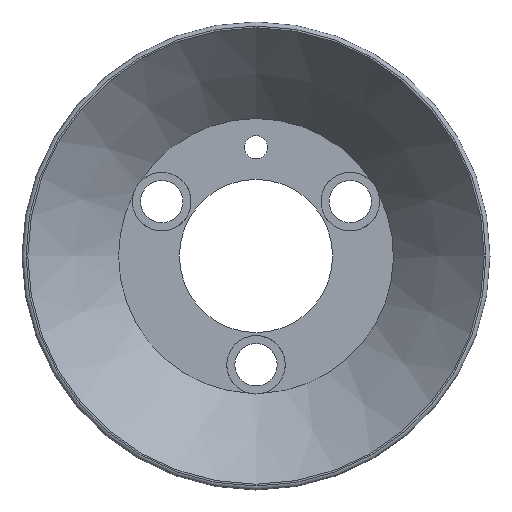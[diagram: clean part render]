
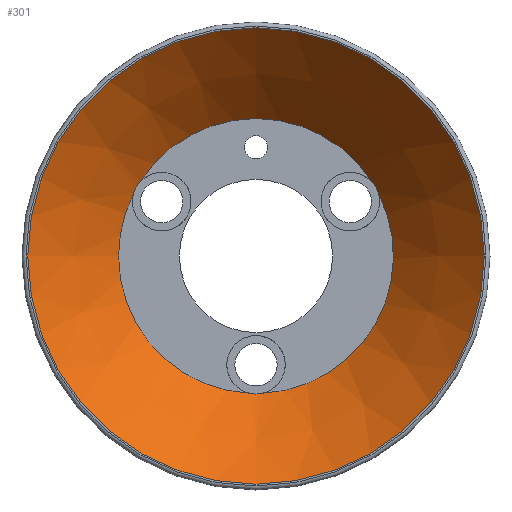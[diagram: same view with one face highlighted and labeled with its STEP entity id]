
A CAD part, front view. The second image highlights one B-rep face of the part: STEP entity #301.
In plain terms, the highlighted conical face has half-angle 42 degrees and reference radius 45.365 mm.
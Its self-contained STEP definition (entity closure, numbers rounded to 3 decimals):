
#16=CONICAL_SURFACE('',#344,45.365,0.733);
#35=B_SPLINE_CURVE_WITH_KNOTS('',3,(#490,#491,#492,#493,#494,#495),
 .UNSPECIFIED.,.F.,.F.,(4,2,4),(1.56,1.714,1.867),
 .UNSPECIFIED.);
#36=B_SPLINE_CURVE_WITH_KNOTS('',3,(#508,#509,#510,#511,#512,#513),
 .UNSPECIFIED.,.F.,.F.,(4,2,4),(1.56,1.714,1.867),
 .UNSPECIFIED.);
#37=B_SPLINE_CURVE_WITH_KNOTS('',3,(#536,#537,#538,#539,#540,#541),
 .UNSPECIFIED.,.F.,.F.,(4,2,4),(1.56,1.714,1.867),
 .UNSPECIFIED.);
#45=FACE_OUTER_BOUND('',#64,.T.);
#64=EDGE_LOOP('',(#230,#231,#232,#233,#234,#235,#236,#237,#238,#239));
#88=LINE('',#530,#98);
#98=VECTOR('',#420,45.365);
#115=CIRCLE('',#345,56.62);
#116=CIRCLE('',#346,34.11);
#117=CIRCLE('',#347,34.11);
#118=CIRCLE('',#348,34.11);
#119=CIRCLE('',#349,34.11);
#136=VERTEX_POINT('',#487);
#137=VERTEX_POINT('',#489);
#141=VERTEX_POINT('',#505);
#142=VERTEX_POINT('',#507);
#146=VERTEX_POINT('',#527);
#147=VERTEX_POINT('',#529);
#148=VERTEX_POINT('',#533);
#149=VERTEX_POINT('',#535);
#166=EDGE_CURVE('',#137,#136,#35,.T.);
#172=EDGE_CURVE('',#142,#141,#36,.T.);
#179=EDGE_CURVE('',#146,#146,#115,.T.);
#180=EDGE_CURVE('',#146,#147,#88,.T.);
#181=EDGE_CURVE('',#142,#147,#116,.T.);
#182=EDGE_CURVE('',#137,#141,#117,.T.);
#183=EDGE_CURVE('',#148,#136,#118,.T.);
#184=EDGE_CURVE('',#148,#149,#37,.T.);
#185=EDGE_CURVE('',#147,#149,#119,.T.);
#230=ORIENTED_EDGE('',*,*,#179,.T.);
#231=ORIENTED_EDGE('',*,*,#180,.T.);
#232=ORIENTED_EDGE('',*,*,#181,.F.);
#233=ORIENTED_EDGE('',*,*,#172,.T.);
#234=ORIENTED_EDGE('',*,*,#182,.F.);
#235=ORIENTED_EDGE('',*,*,#166,.T.);
#236=ORIENTED_EDGE('',*,*,#183,.F.);
#237=ORIENTED_EDGE('',*,*,#184,.T.);
#238=ORIENTED_EDGE('',*,*,#185,.F.);
#239=ORIENTED_EDGE('',*,*,#180,.F.);
#301=ADVANCED_FACE('',(#45),#16,.F.);
#344=AXIS2_PLACEMENT_3D('',#526,#416,#417);
#345=AXIS2_PLACEMENT_3D('',#528,#418,#419);
#346=AXIS2_PLACEMENT_3D('',#531,#421,#422);
#347=AXIS2_PLACEMENT_3D('',#532,#423,#424);
#348=AXIS2_PLACEMENT_3D('',#534,#425,#426);
#349=AXIS2_PLACEMENT_3D('',#542,#427,#428);
#416=DIRECTION('center_axis',(0.,-1.,0.));
#417=DIRECTION('ref_axis',(1.,0.,0.));
#418=DIRECTION('center_axis',(0.,-1.,0.));
#419=DIRECTION('ref_axis',(1.,0.,0.));
#420=DIRECTION('',(0.669,0.743,0.));
#421=DIRECTION('center_axis',(0.,-1.,0.));
#422=DIRECTION('ref_axis',(1.,0.,0.));
#423=DIRECTION('center_axis',(0.,-1.,0.));
#424=DIRECTION('ref_axis',(1.,0.,0.));
#425=DIRECTION('center_axis',(0.,-1.,0.));
#426=DIRECTION('ref_axis',(1.,0.,0.));
#427=DIRECTION('center_axis',(0.,-1.,0.));
#428=DIRECTION('ref_axis',(1.,0.,0.));
#487=CARTESIAN_POINT('',(30.305,0.,15.654));
#489=CARTESIAN_POINT('',(28.709,0.,18.418));
#490=CARTESIAN_POINT('Ctrl Pts',(28.709,0.,
18.418));
#491=CARTESIAN_POINT('Ctrl Pts',(29.078,-0.105,18.019));
#492=CARTESIAN_POINT('Ctrl Pts',(29.405,-0.156,17.569));
#493=CARTESIAN_POINT('Ctrl Pts',(29.917,-0.156,16.681));
#494=CARTESIAN_POINT('Ctrl Pts',(30.144,-0.105,16.173));
#495=CARTESIAN_POINT('Ctrl Pts',(30.305,0.,
15.654));
#505=CARTESIAN_POINT('',(-28.709,0.,18.418));
#507=CARTESIAN_POINT('',(-30.305,0.,15.654));
#508=CARTESIAN_POINT('Ctrl Pts',(-30.305,0.,
15.654));
#509=CARTESIAN_POINT('Ctrl Pts',(-30.144,-0.105,16.173));
#510=CARTESIAN_POINT('Ctrl Pts',(-29.917,-0.156,16.681));
#511=CARTESIAN_POINT('Ctrl Pts',(-29.405,-0.156,17.569));
#512=CARTESIAN_POINT('Ctrl Pts',(-29.078,-0.105,18.019));
#513=CARTESIAN_POINT('Ctrl Pts',(-28.709,0.,
18.418));
#526=CARTESIAN_POINT('Origin',(0.,-12.5,0.));
#527=CARTESIAN_POINT('',(-56.62,-25.,0.));
#528=CARTESIAN_POINT('Origin',(0.,-25.,0.));
#529=CARTESIAN_POINT('',(-34.11,0.,0.));
#530=CARTESIAN_POINT('',(-45.365,-12.5,0.));
#531=CARTESIAN_POINT('Origin',(0.,0.,0.));
#532=CARTESIAN_POINT('Origin',(0.,0.,0.));
#533=CARTESIAN_POINT('',(1.596,0.,-34.072));
#534=CARTESIAN_POINT('Origin',(0.,0.,0.));
#535=CARTESIAN_POINT('',(-1.596,0.,-34.072));
#536=CARTESIAN_POINT('Ctrl Pts',(1.596,0.,
-34.072));
#537=CARTESIAN_POINT('Ctrl Pts',(1.066,-0.105,-34.192));
#538=CARTESIAN_POINT('Ctrl Pts',(0.512,-0.156,-34.25));
#539=CARTESIAN_POINT('Ctrl Pts',(-0.512,-0.156,
-34.25));
#540=CARTESIAN_POINT('Ctrl Pts',(-1.066,-0.105,-34.192));
#541=CARTESIAN_POINT('Ctrl Pts',(-1.596,0.,
-34.072));
#542=CARTESIAN_POINT('Origin',(0.,0.,0.));
